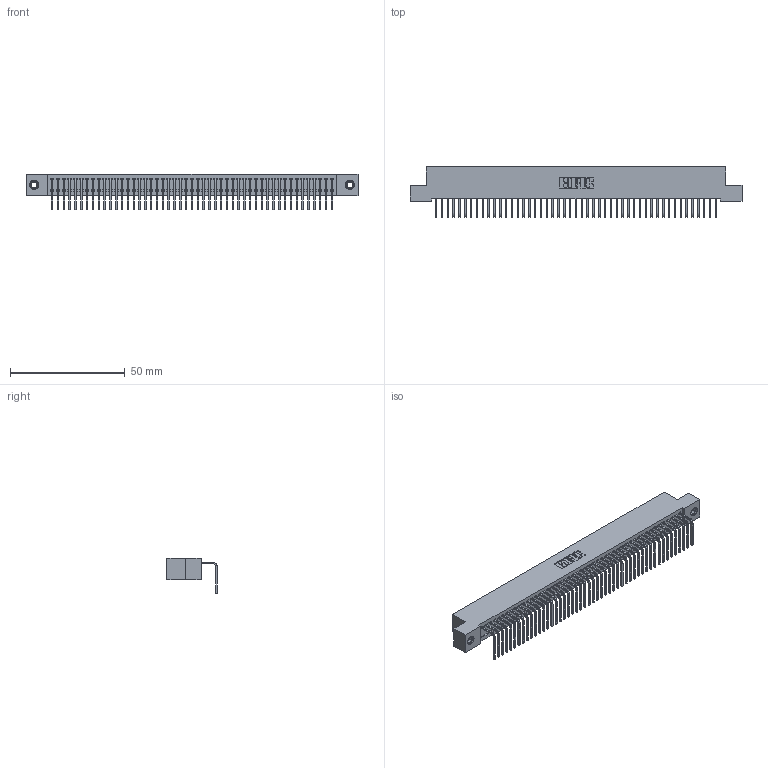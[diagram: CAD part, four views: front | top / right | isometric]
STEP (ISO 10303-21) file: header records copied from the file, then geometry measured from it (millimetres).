
FILE_DESCRIPTION (( 'STEP AP203' ), '1' );
FILE_NAME ('392-049-558-107.STEP', '2019-10-08T10:59:05', ( '' ), ( '' ), 'SwSTEP 2.0', 'SolidWorks 2016', '' );
FILE_SCHEMA (( 'CONFIG_CONTROL_DESIGN' ));
Length unit declared in the file: inch
Products named in the file (4): 342 Part_TI; 345-292-001_558 Tail - 2; 345-250-001_345-250-005-103; 392-049-558-107
Assembly tree (52 placements, depth 2):
  392-049-558-107
    342 Part_TI
    345-292-001_558 Tail - 2  x49
    345-250-001_345-250-005-103  x2
Bounding box: 144.78 x 21.91 x 15.62 mm (x, y, z)
Volume: 12870.7 mm3; surface area: 19990.1 mm2
Topology: 52 solids, 52 shells, 3110 faces, 9353 edges, 6162 vertices
Faces by surface type: plane 2254, cylinder 840, cone 12, torus 4
Entity records: 30188 total; most frequent: CARTESIAN_POINT 5188, ORIENTED_EDGE 5166, DIRECTION 4395, EDGE_CURVE 2583, VECTOR 2435, LINE 2435, VERTEX_POINT 1716, AXIS2_PLACEMENT_3D 980
